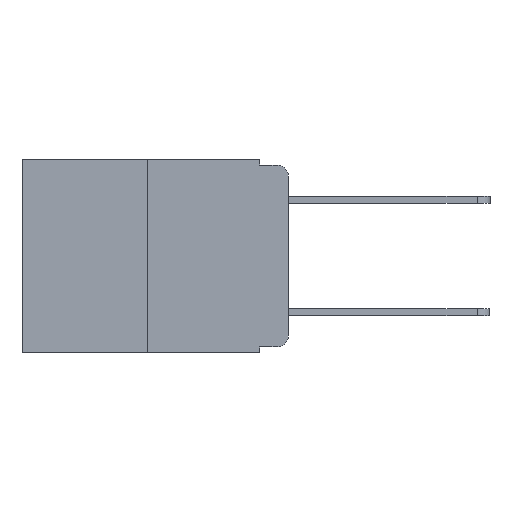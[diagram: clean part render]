
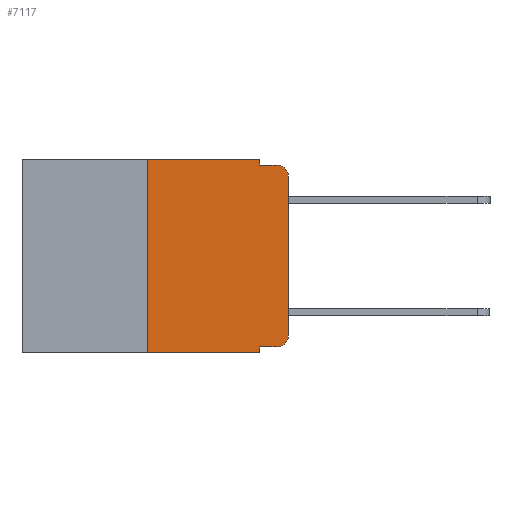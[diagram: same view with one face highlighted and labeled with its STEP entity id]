
A CAD part, left-side view. The second image highlights one B-rep face of the part: STEP entity #7117.
In plain terms, the highlighted planar face has unit normal (-1, 0, 0).
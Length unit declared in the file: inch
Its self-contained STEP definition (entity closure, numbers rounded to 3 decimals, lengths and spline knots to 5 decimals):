
#240 = VECTOR ( 'NONE', #4275, 39.37008 ) ;
#251 = DIRECTION ( 'NONE',  ( 0., 0., 1. ) ) ;
#353 = DIRECTION ( 'NONE',  ( 0., 0., -1. ) ) ;
#370 = CARTESIAN_POINT ( 'NONE',  ( 0., 0.02, -0.01 ) ) ;
#502 = DIRECTION ( 'NONE',  ( 0., -1., 0. ) ) ;
#567 = AXIS2_PLACEMENT_3D ( 'NONE', #866, #6989, #1886 ) ;
#651 = ORIENTED_EDGE ( 'NONE', *, *, #6765, .F. ) ;
#866 = CARTESIAN_POINT ( 'NONE',  ( 0., 0.02, -0.03 ) ) ;
#954 = LINE ( 'NONE', #5225, #5617 ) ;
#1098 = CARTESIAN_POINT ( 'NONE',  ( 0., 0.02, -0.333 ) ) ;
#1205 = CARTESIAN_POINT ( 'NONE',  ( 0., 0.051, -0.333 ) ) ;
#1303 = VERTEX_POINT ( 'NONE', #2035 ) ;
#1561 = VERTEX_POINT ( 'NONE', #7467 ) ;
#1886 = DIRECTION ( 'NONE',  ( 0., 0., -1. ) ) ;
#1904 = ORIENTED_EDGE ( 'NONE', *, *, #6277, .F. ) ;
#2035 = CARTESIAN_POINT ( 'NONE',  ( 0., 0., -0.03 ) ) ;
#2185 = AXIS2_PLACEMENT_3D ( 'NONE', #5083, #5877, #353 ) ;
#2271 = LINE ( 'NONE', #6777, #4463 ) ;
#2633 = DIRECTION ( 'NONE',  ( 0., 0., 1. ) ) ;
#2730 = AXIS2_PLACEMENT_3D ( 'NONE', #9388, #5037, #10104 ) ;
#3069 = VERTEX_POINT ( 'NONE', #7075 ) ;
#3093 = DIRECTION ( 'NONE',  ( 0., 0., -1. ) ) ;
#3276 = EDGE_CURVE ( 'NONE', #1561, #4958, #5552, .T. ) ;
#3623 = VERTEX_POINT ( 'NONE', #1205 ) ;
#3756 = ORIENTED_EDGE ( 'NONE', *, *, #8218, .T. ) ;
#3780 = VERTEX_POINT ( 'NONE', #9721 ) ;
#4043 = VECTOR ( 'NONE', #3093, 39.37008 ) ;
#4140 = EDGE_CURVE ( 'NONE', #10022, #10524, #9560, .T. ) ;
#4275 = DIRECTION ( 'NONE',  ( 0., -1., 0. ) ) ;
#4463 = VECTOR ( 'NONE', #2633, 39.37008 ) ;
#4538 = CARTESIAN_POINT ( 'NONE',  ( 0., 0.051, 0. ) ) ;
#4707 = FACE_OUTER_BOUND ( 'NONE', #7761, .T. ) ;
#4790 = VERTEX_POINT ( 'NONE', #370 ) ;
#4958 = VERTEX_POINT ( 'NONE', #4538 ) ;
#4970 = LINE ( 'NONE', #9035, #6518 ) ;
#4979 = ORIENTED_EDGE ( 'NONE', *, *, #8985, .T. ) ;
#4986 = CARTESIAN_POINT ( 'NONE',  ( 0., 0., 0. ) ) ;
#5037 = DIRECTION ( 'NONE',  ( -1., 0., 0. ) ) ;
#5083 = CARTESIAN_POINT ( 'NONE',  ( 0., 0.473, 0. ) ) ;
#5225 = CARTESIAN_POINT ( 'NONE',  ( 0., 0.051, -0.01 ) ) ;
#5253 = VECTOR ( 'NONE', #6441, 39.37008 ) ;
#5271 = DIRECTION ( 'NONE',  ( 0., -1., 0. ) ) ;
#5292 = EDGE_CURVE ( 'NONE', #3623, #10022, #10565, .T. ) ;
#5552 = LINE ( 'NONE', #9577, #7487 ) ;
#5617 = VECTOR ( 'NONE', #502, 39.37008 ) ;
#5815 = EDGE_CURVE ( 'NONE', #3623, #3069, #7215, .T. ) ;
#5855 = LINE ( 'NONE', #4986, #7750 ) ;
#5877 = DIRECTION ( 'NONE',  ( 1., 0., 0. ) ) ;
#6013 = VERTEX_POINT ( 'NONE', #6633 ) ;
#6181 = LINE ( 'NONE', #7094, #4043 ) ;
#6277 = EDGE_CURVE ( 'NONE', #6013, #1561, #2271, .T. ) ;
#6441 = DIRECTION ( 'NONE',  ( 0., 0., -1. ) ) ;
#6518 = VECTOR ( 'NONE', #10435, 39.37008 ) ;
#6633 = CARTESIAN_POINT ( 'NONE',  ( 0., 0.25, -0.343 ) ) ;
#6765 = EDGE_CURVE ( 'NONE', #4958, #3780, #6181, .T. ) ;
#6777 = CARTESIAN_POINT ( 'NONE',  ( 0., 0.25, 0. ) ) ;
#6979 = ORIENTED_EDGE ( 'NONE', *, *, #4140, .T. ) ;
#6989 = DIRECTION ( 'NONE',  ( -1., 0., 0. ) ) ;
#7075 = CARTESIAN_POINT ( 'NONE',  ( 0., 0.051, -0.343 ) ) ;
#7094 = CARTESIAN_POINT ( 'NONE',  ( 0., 0.051, 0. ) ) ;
#7117 = ADVANCED_FACE ( 'NONE', ( #4707 ), #9426, .F. ) ;
#7215 = LINE ( 'NONE', #9280, #5253 ) ;
#7271 = EDGE_CURVE ( 'NONE', #3780, #4790, #954, .T. ) ;
#7435 = ORIENTED_EDGE ( 'NONE', *, *, #5815, .F. ) ;
#7467 = CARTESIAN_POINT ( 'NONE',  ( 0., 0.25, 0. ) ) ;
#7487 = VECTOR ( 'NONE', #5271, 39.37008 ) ;
#7733 = EDGE_CURVE ( 'NONE', #1303, #4790, #9745, .T. ) ;
#7750 = VECTOR ( 'NONE', #251, 39.37008 ) ;
#7761 = EDGE_LOOP ( 'NONE', ( #3756, #10199, #10426, #651, #7980, #1904, #4979, #7435, #9305, #6979 ) ) ;
#7980 = ORIENTED_EDGE ( 'NONE', *, *, #3276, .F. ) ;
#8218 = EDGE_CURVE ( 'NONE', #10524, #1303, #5855, .T. ) ;
#8774 = CARTESIAN_POINT ( 'NONE',  ( 0., 0.051, -0.333 ) ) ;
#8985 = EDGE_CURVE ( 'NONE', #6013, #3069, #4970, .T. ) ;
#9035 = CARTESIAN_POINT ( 'NONE',  ( 0., 0.473, -0.343 ) ) ;
#9280 = CARTESIAN_POINT ( 'NONE',  ( 0., 0.051, 0. ) ) ;
#9305 = ORIENTED_EDGE ( 'NONE', *, *, #5292, .T. ) ;
#9388 = CARTESIAN_POINT ( 'NONE',  ( 0., 0.02, -0.313 ) ) ;
#9426 = PLANE ( 'NONE',  #2185 ) ;
#9560 = CIRCLE ( 'NONE', #2730, 0.02 ) ;
#9577 = CARTESIAN_POINT ( 'NONE',  ( 0., 0.473, 0. ) ) ;
#9721 = CARTESIAN_POINT ( 'NONE',  ( 0., 0.051, -0.01 ) ) ;
#9745 = CIRCLE ( 'NONE', #567, 0.02 ) ;
#10022 = VERTEX_POINT ( 'NONE', #1098 ) ;
#10104 = DIRECTION ( 'NONE',  ( 0., 0., -1. ) ) ;
#10199 = ORIENTED_EDGE ( 'NONE', *, *, #7733, .T. ) ;
#10405 = CARTESIAN_POINT ( 'NONE',  ( 0., 0., -0.313 ) ) ;
#10426 = ORIENTED_EDGE ( 'NONE', *, *, #7271, .F. ) ;
#10435 = DIRECTION ( 'NONE',  ( 0., -1., 0. ) ) ;
#10524 = VERTEX_POINT ( 'NONE', #10405 ) ;
#10565 = LINE ( 'NONE', #8774, #240 ) ;
